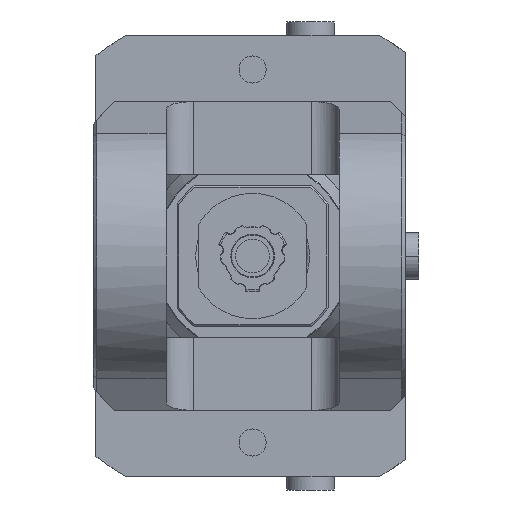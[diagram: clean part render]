
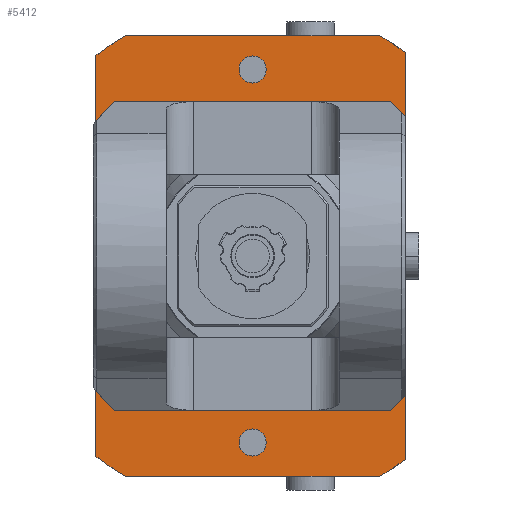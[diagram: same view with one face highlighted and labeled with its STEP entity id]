
A CAD part, left-side view. The second image highlights one B-rep face of the part: STEP entity #5412.
In plain terms, the highlighted planar face has unit normal (-1, 0, 0).
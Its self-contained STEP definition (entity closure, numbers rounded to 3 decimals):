
#10=CARTESIAN_POINT('',(-23.,0.,0.));
#11=DIRECTION('',(-1.,0.,0.));
#12=DIRECTION('',(0.,0.499,0.867));
#13=AXIS2_PLACEMENT_3D('',#10,#11,#12);
#48=CARTESIAN_POINT('',(-23.,0.,0.));
#49=DIRECTION('',(-1.,0.,0.));
#50=DIRECTION('',(0.,0.616,-0.788));
#51=AXIS2_PLACEMENT_3D('',#48,#49,#50);
#89=DIRECTION('',(0.,-1.,0.));
#90=VECTOR('',#89,81.259);
#91=CARTESIAN_POINT('',(-23.,40.629,45.5));
#92=LINE('',#91,#90);
#93=CARTESIAN_POINT('',(-23.,0.,0.));
#94=DIRECTION('',(1.,0.,0.));
#95=DIRECTION('',(0.,0.746,0.666));
#96=AXIS2_PLACEMENT_3D('',#93,#94,#95);
#98=DIRECTION('',(0.,0.,1.));
#99=VECTOR('',#98,81.259);
#100=CARTESIAN_POINT('',(-23.,45.5,-40.629));
#101=LINE('',#100,#99);
#102=CARTESIAN_POINT('',(-23.,0.,0.));
#103=DIRECTION('',(1.,0.,0.));
#104=DIRECTION('',(0.,0.666,-0.746));
#105=AXIS2_PLACEMENT_3D('',#102,#103,#104);
#107=DIRECTION('',(0.,1.,0.));
#108=VECTOR('',#107,81.259);
#109=CARTESIAN_POINT('',(-23.,-40.629,-45.5));
#110=LINE('',#109,#108);
#111=CARTESIAN_POINT('',(-23.,0.,0.));
#112=DIRECTION('',(1.,0.,0.));
#113=DIRECTION('',(0.,-0.738,-0.675));
#114=AXIS2_PLACEMENT_3D('',#111,#112,#113);
#116=DIRECTION('',(0.,0.,-1.));
#117=VECTOR('',#116,18.817);
#118=CARTESIAN_POINT('',(-23.,-45.,-41.183));
#119=LINE('',#118,#117);
#120=DIRECTION('',(0.,1.,0.));
#121=VECTOR('',#120,16.811);
#122=CARTESIAN_POINT('',(-23.,-37.417,-65.));
#123=LINE('',#122,#121);
#124=DIRECTION('',(0.,1.,0.));
#125=VECTOR('',#124,7.211);
#126=CARTESIAN_POINT('',(-23.,-20.606,-65.));
#127=LINE('',#126,#125);
#128=DIRECTION('',(0.,1.,0.));
#129=VECTOR('',#128,50.811);
#130=CARTESIAN_POINT('',(-23.,-13.394,-65.));
#131=LINE('',#130,#129);
#132=DIRECTION('',(0.,0.,1.));
#133=VECTOR('',#132,118.162);
#134=CARTESIAN_POINT('',(-23.,46.2,-59.081));
#135=LINE('',#134,#133);
#136=DIRECTION('',(0.,-1.,0.));
#137=VECTOR('',#136,50.811);
#138=CARTESIAN_POINT('',(-23.,37.417,65.));
#139=LINE('',#138,#137);
#140=DIRECTION('',(0.,-1.,0.));
#141=VECTOR('',#140,7.211);
#142=CARTESIAN_POINT('',(-23.,-13.394,65.));
#143=LINE('',#142,#141);
#144=DIRECTION('',(0.,-1.,0.));
#145=VECTOR('',#144,16.811);
#146=CARTESIAN_POINT('',(-23.,-20.606,65.));
#147=LINE('',#146,#145);
#148=DIRECTION('',(0.,0.,-1.));
#149=VECTOR('',#148,18.817);
#150=CARTESIAN_POINT('',(-23.,-45.,60.));
#151=LINE('',#150,#149);
#152=CARTESIAN_POINT('',(-23.,0.,0.));
#153=DIRECTION('',(1.,0.,0.));
#154=DIRECTION('',(0.,-0.666,0.746));
#155=AXIS2_PLACEMENT_3D('',#152,#153,#154);
#157=CARTESIAN_POINT('',(-23.,0.,55.));
#158=DIRECTION('',(-1.,0.,0.));
#159=DIRECTION('',(0.,0.,1.));
#160=AXIS2_PLACEMENT_3D('',#157,#158,#159);
#162=CARTESIAN_POINT('',(-23.,0.,55.));
#163=DIRECTION('',(-1.,0.,0.));
#164=DIRECTION('',(0.,0.,-1.));
#165=AXIS2_PLACEMENT_3D('',#162,#163,#164);
#167=CARTESIAN_POINT('',(-23.,0.,-55.));
#168=DIRECTION('',(-1.,0.,0.));
#169=DIRECTION('',(0.,0.,1.));
#170=AXIS2_PLACEMENT_3D('',#167,#168,#169);
#172=CARTESIAN_POINT('',(-23.,0.,-55.));
#173=DIRECTION('',(-1.,0.,0.));
#174=DIRECTION('',(0.,0.,-1.));
#175=AXIS2_PLACEMENT_3D('',#172,#173,#174);
#3198=CARTESIAN_POINT('',(-23.,0.,0.));
#3199=DIRECTION('',(1.,0.,0.));
#3200=DIRECTION('',(0.,-0.499,0.867));
#3201=AXIS2_PLACEMENT_3D('',#3198,#3199,#3200);
#3390=CARTESIAN_POINT('',(-23.,0.,0.));
#3391=DIRECTION('',(1.,0.,0.));
#3392=DIRECTION('',(0.,-0.6,-0.8));
#3393=AXIS2_PLACEMENT_3D('',#3390,#3391,#3392);
#4333=CARTESIAN_POINT('',(-23.,46.2,-59.081));
#4334=CARTESIAN_POINT('',(-23.,46.2,59.081));
#4335=VERTEX_POINT('',#4333);
#4336=VERTEX_POINT('',#4334);
#4337=CARTESIAN_POINT('',(-23.,-45.,-60.));
#4338=VERTEX_POINT('',#4337);
#4339=CARTESIAN_POINT('',(-23.,-45.,60.));
#4340=VERTEX_POINT('',#4339);
#4341=CARTESIAN_POINT('',(-23.,37.417,65.));
#4342=VERTEX_POINT('',#4341);
#4343=CARTESIAN_POINT('',(-23.,37.417,-65.));
#4344=VERTEX_POINT('',#4343);
#4345=CARTESIAN_POINT('',(-23.,-37.417,65.));
#4346=VERTEX_POINT('',#4345);
#4347=CARTESIAN_POINT('',(-23.,-37.417,-65.));
#4348=VERTEX_POINT('',#4347);
#4456=CARTESIAN_POINT('',(-23.,-13.394,65.));
#4457=CARTESIAN_POINT('',(-23.,-20.606,65.));
#4458=VERTEX_POINT('',#4456);
#4459=VERTEX_POINT('',#4457);
#4476=CARTESIAN_POINT('',(-23.,-20.606,-65.));
#4477=CARTESIAN_POINT('',(-23.,-13.394,-65.));
#4478=VERTEX_POINT('',#4476);
#4479=VERTEX_POINT('',#4477);
#4778=CARTESIAN_POINT('',(-23.,40.629,45.5));
#4779=CARTESIAN_POINT('',(-23.,-40.629,45.5));
#4780=VERTEX_POINT('',#4778);
#4781=VERTEX_POINT('',#4779);
#4782=CARTESIAN_POINT('',(-23.,-40.629,-45.5));
#4783=CARTESIAN_POINT('',(-23.,40.629,-45.5));
#4784=VERTEX_POINT('',#4782);
#4785=VERTEX_POINT('',#4783);
#4786=CARTESIAN_POINT('',(-23.,-45.,41.183));
#4787=VERTEX_POINT('',#4786);
#4788=CARTESIAN_POINT('',(-23.,-45.,-41.183));
#4789=VERTEX_POINT('',#4788);
#4790=CARTESIAN_POINT('',(-23.,45.5,-40.629));
#4791=VERTEX_POINT('',#4790);
#4792=CARTESIAN_POINT('',(-23.,45.5,40.629));
#4793=VERTEX_POINT('',#4792);
#5032=CARTESIAN_POINT('',(-23.,0.,59.));
#5033=CARTESIAN_POINT('',(-23.,0.,51.));
#5034=VERTEX_POINT('',#5032);
#5035=VERTEX_POINT('',#5033);
#5040=CARTESIAN_POINT('',(-23.,0.,-51.));
#5041=CARTESIAN_POINT('',(-23.,0.,-59.));
#5042=VERTEX_POINT('',#5040);
#5043=VERTEX_POINT('',#5041);
#5358=CARTESIAN_POINT('',(-23.,0.,0.));
#5359=DIRECTION('',(-1.,0.,0.));
#5360=DIRECTION('',(0.,0.,-1.));
#5361=AXIS2_PLACEMENT_3D('',#5358,#5359,#5360);
#5362=PLANE('',#5361);
#5364=ORIENTED_EDGE('',*,*,#5363,.F.);
#5366=ORIENTED_EDGE('',*,*,#5365,.F.);
#5368=ORIENTED_EDGE('',*,*,#5367,.F.);
#5370=ORIENTED_EDGE('',*,*,#5369,.F.);
#5372=ORIENTED_EDGE('',*,*,#5371,.F.);
#5374=ORIENTED_EDGE('',*,*,#5373,.F.);
#5376=ORIENTED_EDGE('',*,*,#5375,.T.);
#5378=ORIENTED_EDGE('',*,*,#5377,.T.);
#5379=ORIENTED_EDGE('',*,*,#5302,.T.);
#5380=ORIENTED_EDGE('',*,*,#5352,.T.);
#5381=ORIENTED_EDGE('',*,*,#5309,.T.);
#5382=ORIENTED_EDGE('',*,*,#5288,.F.);
#5384=ORIENTED_EDGE('',*,*,#5383,.T.);
#5385=ORIENTED_EDGE('',*,*,#5235,.F.);
#5387=ORIENTED_EDGE('',*,*,#5386,.T.);
#5389=ORIENTED_EDGE('',*,*,#5388,.T.);
#5391=ORIENTED_EDGE('',*,*,#5390,.T.);
#5393=ORIENTED_EDGE('',*,*,#5392,.T.);
#5395=ORIENTED_EDGE('',*,*,#5394,.T.);
#5397=ORIENTED_EDGE('',*,*,#5396,.F.);
#5398=EDGE_LOOP('',(#5364,#5366,#5368,#5370,#5372,#5374,#5376,#5378,#5379,#5380,
#5381,#5382,#5384,#5385,#5387,#5389,#5391,#5393,#5395,#5397));
#5399=FACE_OUTER_BOUND('',#5398,.F.);
#5401=ORIENTED_EDGE('',*,*,#5400,.T.);
#5403=ORIENTED_EDGE('',*,*,#5402,.T.);
#5404=EDGE_LOOP('',(#5401,#5403));
#5405=FACE_BOUND('',#5404,.F.);
#5407=ORIENTED_EDGE('',*,*,#5406,.T.);
#5409=ORIENTED_EDGE('',*,*,#5408,.T.);
#5410=EDGE_LOOP('',(#5407,#5409));
#5411=FACE_BOUND('',#5410,.F.);
#5412=ADVANCED_FACE('',(#5399,#5405,#5411),#5362,.T.);
#14=CIRCLE('',#13,75.);
#52=CIRCLE('',#51,75.);
#97=CIRCLE('',#96,61.);
#106=CIRCLE('',#105,61.);
#115=CIRCLE('',#114,61.);
#156=CIRCLE('',#155,61.);
#161=CIRCLE('',#160,4.);
#166=CIRCLE('',#165,4.);
#171=CIRCLE('',#170,4.);
#176=CIRCLE('',#175,4.);
#3202=CIRCLE('',#3201,75.);
#3394=CIRCLE('',#3393,75.);
#5235=EDGE_CURVE('',#4342,#4336,#14,.T.);
#5288=EDGE_CURVE('',#4335,#4344,#52,.T.);
#5302=EDGE_CURVE('',#4348,#4478,#123,.T.);
#5309=EDGE_CURVE('',#4479,#4344,#131,.T.);
#5352=EDGE_CURVE('',#4478,#4479,#127,.T.);
#5363=EDGE_CURVE('',#4780,#4781,#92,.T.);
#5365=EDGE_CURVE('',#4793,#4780,#97,.T.);
#5367=EDGE_CURVE('',#4791,#4793,#101,.T.);
#5369=EDGE_CURVE('',#4785,#4791,#106,.T.);
#5371=EDGE_CURVE('',#4784,#4785,#110,.T.);
#5373=EDGE_CURVE('',#4789,#4784,#115,.T.);
#5375=EDGE_CURVE('',#4789,#4338,#119,.T.);
#5377=EDGE_CURVE('',#4338,#4348,#3394,.T.);
#5383=EDGE_CURVE('',#4335,#4336,#135,.T.);
#5386=EDGE_CURVE('',#4342,#4458,#139,.T.);
#5388=EDGE_CURVE('',#4458,#4459,#143,.T.);
#5390=EDGE_CURVE('',#4459,#4346,#147,.T.);
#5392=EDGE_CURVE('',#4346,#4340,#3202,.T.);
#5394=EDGE_CURVE('',#4340,#4787,#151,.T.);
#5396=EDGE_CURVE('',#4781,#4787,#156,.T.);
#5400=EDGE_CURVE('',#5034,#5035,#161,.T.);
#5402=EDGE_CURVE('',#5035,#5034,#166,.T.);
#5406=EDGE_CURVE('',#5042,#5043,#171,.T.);
#5408=EDGE_CURVE('',#5043,#5042,#176,.T.);
